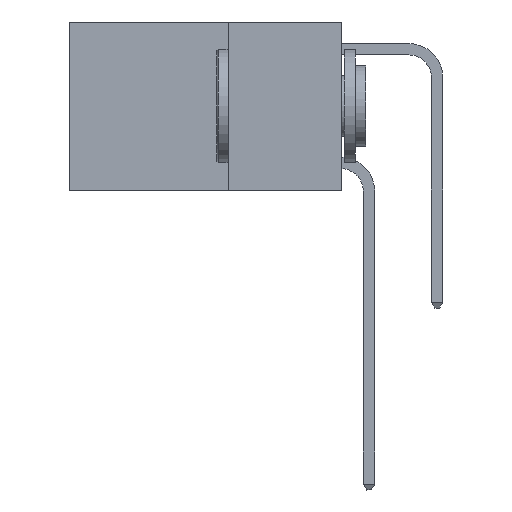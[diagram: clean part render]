
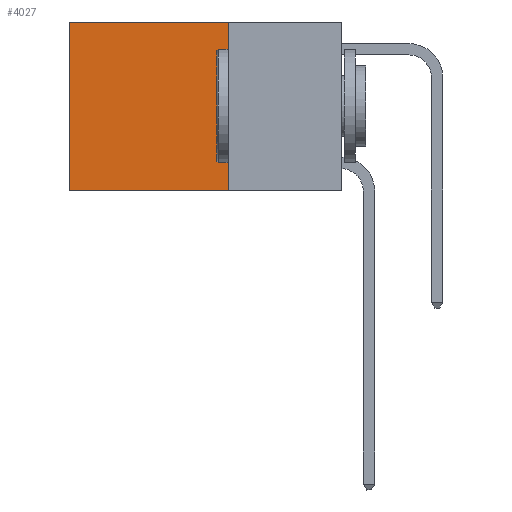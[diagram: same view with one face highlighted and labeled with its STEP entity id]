
A CAD part, left-side view. The second image highlights one B-rep face of the part: STEP entity #4027.
In plain terms, the highlighted planar face has unit normal (-1, 0, 0).
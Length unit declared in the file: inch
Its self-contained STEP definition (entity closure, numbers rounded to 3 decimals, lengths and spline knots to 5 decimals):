
#162 = EDGE_CURVE ( 'NONE', #13397, #12884, #12154, .T. ) ;
#212 = DIRECTION ( 'NONE',  ( 0., 0., -1. ) ) ;
#1045 = ORIENTED_EDGE ( 'NONE', *, *, #8101, .T. ) ;
#1856 = CARTESIAN_POINT ( 'NONE',  ( 0.2625, 0.25, 0. ) ) ;
#1975 = VECTOR ( 'NONE', #7416, 39.37008 ) ;
#2149 = VECTOR ( 'NONE', #14415, 39.37008 ) ;
#2226 = CARTESIAN_POINT ( 'NONE',  ( 0.2625, 0.25, 0. ) ) ;
#3252 = VERTEX_POINT ( 'NONE', #3770 ) ;
#3413 = ORIENTED_EDGE ( 'NONE', *, *, #5985, .T. ) ;
#3770 = CARTESIAN_POINT ( 'NONE',  ( 0.2625, 0.6, 0. ) ) ;
#4027 = ADVANCED_FACE ( 'NONE', ( #7165 ), #8307, .F. ) ;
#5134 = CARTESIAN_POINT ( 'NONE',  ( 0.2625, 0.25, -0.37 ) ) ;
#5279 = CARTESIAN_POINT ( 'NONE',  ( 0.2625, 0.25, -0.37 ) ) ;
#5493 = DIRECTION ( 'NONE',  ( 0., 0., -1. ) ) ;
#5985 = EDGE_CURVE ( 'NONE', #3252, #13722, #11018, .T. ) ;
#6556 = EDGE_LOOP ( 'NONE', ( #3413, #16324, #12562, #1045 ) ) ;
#7165 = FACE_OUTER_BOUND ( 'NONE', #6556, .T. ) ;
#7416 = DIRECTION ( 'NONE',  ( 0., 0., -1. ) ) ;
#7946 = VECTOR ( 'NONE', #5493, 39.37008 ) ;
#8007 = CARTESIAN_POINT ( 'NONE',  ( 0.2625, 0.6, -0.37 ) ) ;
#8101 = EDGE_CURVE ( 'NONE', #13397, #3252, #9249, .T. ) ;
#8307 = PLANE ( 'NONE',  #10963 ) ;
#8646 = CARTESIAN_POINT ( 'NONE',  ( 0.2625, 0.6, 0. ) ) ;
#9088 = LINE ( 'NONE', #5134, #2149 ) ;
#9249 = LINE ( 'NONE', #2226, #9917 ) ;
#9917 = VECTOR ( 'NONE', #12119, 39.37008 ) ;
#10963 = AXIS2_PLACEMENT_3D ( 'NONE', #12439, #12262, #212 ) ;
#11018 = LINE ( 'NONE', #8646, #1975 ) ;
#12119 = DIRECTION ( 'NONE',  ( 0., 1., 0. ) ) ;
#12154 = LINE ( 'NONE', #16349, #7946 ) ;
#12262 = DIRECTION ( 'NONE',  ( 1., 0., 0. ) ) ;
#12439 = CARTESIAN_POINT ( 'NONE',  ( 0.2625, 0.25, 0. ) ) ;
#12562 = ORIENTED_EDGE ( 'NONE', *, *, #162, .F. ) ;
#12884 = VERTEX_POINT ( 'NONE', #5279 ) ;
#13397 = VERTEX_POINT ( 'NONE', #1856 ) ;
#13722 = VERTEX_POINT ( 'NONE', #8007 ) ;
#14415 = DIRECTION ( 'NONE',  ( 0., 1., 0. ) ) ;
#14513 = EDGE_CURVE ( 'NONE', #12884, #13722, #9088, .T. ) ;
#16324 = ORIENTED_EDGE ( 'NONE', *, *, #14513, .F. ) ;
#16349 = CARTESIAN_POINT ( 'NONE',  ( 0.2625, 0.25, 0. ) ) ;
